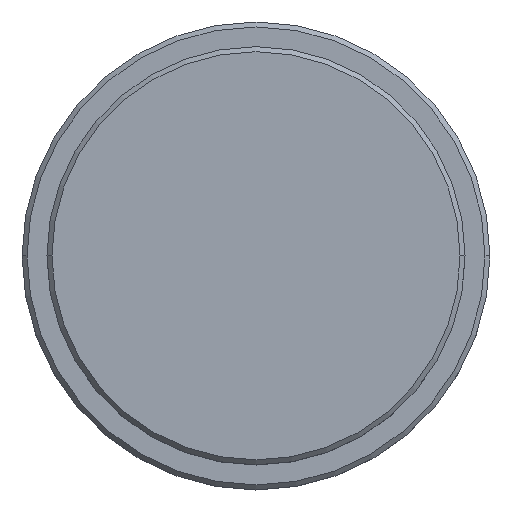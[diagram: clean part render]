
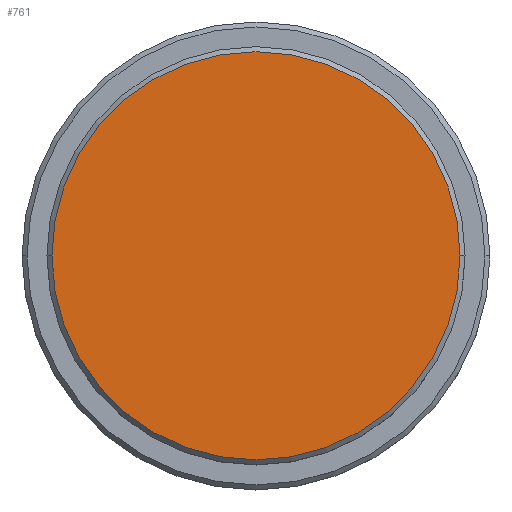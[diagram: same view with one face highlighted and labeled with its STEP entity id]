
A CAD part, top view. The second image highlights one B-rep face of the part: STEP entity #761.
In plain terms, the highlighted planar face has unit normal (0, 0, 1).
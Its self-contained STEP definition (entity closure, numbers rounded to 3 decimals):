
#46 = CARTESIAN_POINT ( 'NONE',  ( 0., 0., 0. ) ) ;
#128 = ORIENTED_EDGE ( 'NONE', *, *, #1040, .T. ) ;
#211 = DIRECTION ( 'NONE',  ( 1., 0., 0. ) ) ;
#258 = VERTEX_POINT ( 'NONE', #1152 ) ;
#289 = DIRECTION ( 'NONE',  ( 0., 0., 1. ) ) ;
#411 = DIRECTION ( 'NONE',  ( 1., 0., 0. ) ) ;
#477 = VERTEX_POINT ( 'NONE', #548 ) ;
#548 = CARTESIAN_POINT ( 'NONE',  ( 20.5, 0., 0. ) ) ;
#550 = EDGE_LOOP ( 'NONE', ( #128, #681 ) ) ;
#589 = DIRECTION ( 'NONE',  ( 0., 0., 1. ) ) ;
#681 = ORIENTED_EDGE ( 'NONE', *, *, #721, .T. ) ;
#721 = EDGE_CURVE ( 'NONE', #477, #258, #859, .T. ) ;
#748 = CARTESIAN_POINT ( 'NONE',  ( 0., 0., 0. ) ) ;
#761 = ADVANCED_FACE ( 'NONE', ( #866 ), #858, .T. ) ;
#791 = CARTESIAN_POINT ( 'NONE',  ( 0., 0., 0. ) ) ;
#858 = PLANE ( 'NONE',  #929 ) ;
#859 = CIRCLE ( 'NONE', #1253, 20.5 ) ;
#866 = FACE_OUTER_BOUND ( 'NONE', #550, .T. ) ;
#881 = CIRCLE ( 'NONE', #907, 20.5 ) ;
#907 = AXIS2_PLACEMENT_3D ( 'NONE', #791, #589, #1154 ) ;
#929 = AXIS2_PLACEMENT_3D ( 'NONE', #46, #289, #411 ) ;
#1040 = EDGE_CURVE ( 'NONE', #258, #477, #881, .T. ) ;
#1152 = CARTESIAN_POINT ( 'NONE',  ( -20.5, 0., 0. ) ) ;
#1154 = DIRECTION ( 'NONE',  ( 1., 0., 0. ) ) ;
#1182 = DIRECTION ( 'NONE',  ( 0., 0., 1. ) ) ;
#1253 = AXIS2_PLACEMENT_3D ( 'NONE', #748, #1182, #211 ) ;
